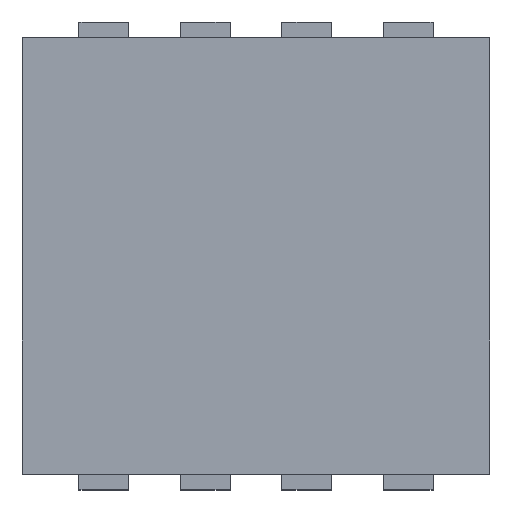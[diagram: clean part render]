
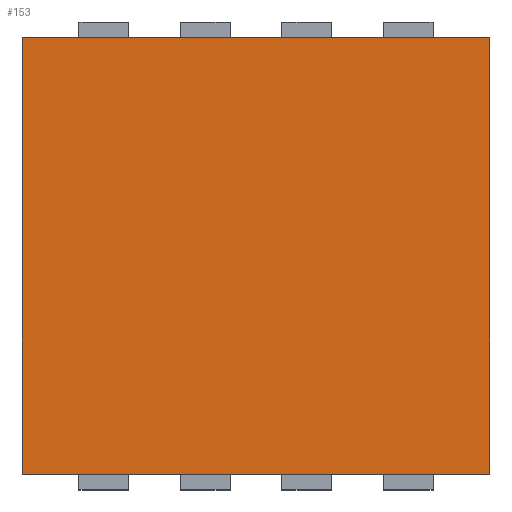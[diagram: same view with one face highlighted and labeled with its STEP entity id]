
A CAD part, top view. The second image highlights one B-rep face of the part: STEP entity #153.
In plain terms, the highlighted planar face has unit normal (0, 0, 1).
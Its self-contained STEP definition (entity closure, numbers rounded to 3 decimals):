
#24 = VERTEX_POINT('',#25);
#25 = CARTESIAN_POINT('',(-1.5,1.4,0.6));
#31 = EDGE_CURVE('',#24,#32,#34,.T.);
#32 = VERTEX_POINT('',#33);
#33 = CARTESIAN_POINT('',(1.5,1.4,0.6));
#34 = LINE('',#35,#36);
#35 = CARTESIAN_POINT('',(-1.5,1.4,0.6));
#36 = VECTOR('',#37,1.);
#37 = DIRECTION('',(1.,0.,0.));
#62 = EDGE_CURVE('',#32,#63,#65,.T.);
#63 = VERTEX_POINT('',#64);
#64 = CARTESIAN_POINT('',(1.5,-1.4,0.6));
#65 = LINE('',#66,#67);
#66 = CARTESIAN_POINT('',(1.5,1.4,0.6));
#67 = VECTOR('',#68,1.);
#68 = DIRECTION('',(0.,-1.,0.));
#93 = EDGE_CURVE('',#63,#94,#96,.T.);
#94 = VERTEX_POINT('',#95);
#95 = CARTESIAN_POINT('',(-1.5,-1.4,0.6));
#96 = LINE('',#97,#98);
#97 = CARTESIAN_POINT('',(1.5,-1.4,0.6));
#98 = VECTOR('',#99,1.);
#99 = DIRECTION('',(-1.,0.,0.));
#124 = EDGE_CURVE('',#94,#24,#125,.T.);
#125 = LINE('',#126,#127);
#126 = CARTESIAN_POINT('',(-1.5,-1.4,0.6));
#127 = VECTOR('',#128,1.);
#128 = DIRECTION('',(0.,1.,0.));
#153 = ADVANCED_FACE('',(#154),#160,.T.);
#154 = FACE_BOUND('',#155,.F.);
#155 = EDGE_LOOP('',(#156,#157,#158,#159));
#156 = ORIENTED_EDGE('',*,*,#31,.T.);
#157 = ORIENTED_EDGE('',*,*,#62,.T.);
#158 = ORIENTED_EDGE('',*,*,#93,.T.);
#159 = ORIENTED_EDGE('',*,*,#124,.T.);
#160 = PLANE('',#161);
#161 = AXIS2_PLACEMENT_3D('',#162,#163,#164);
#162 = CARTESIAN_POINT('',(-1.5,1.4,0.6));
#163 = DIRECTION('',(0.,0.,1.));
#164 = DIRECTION('',(1.,0.,0.));
